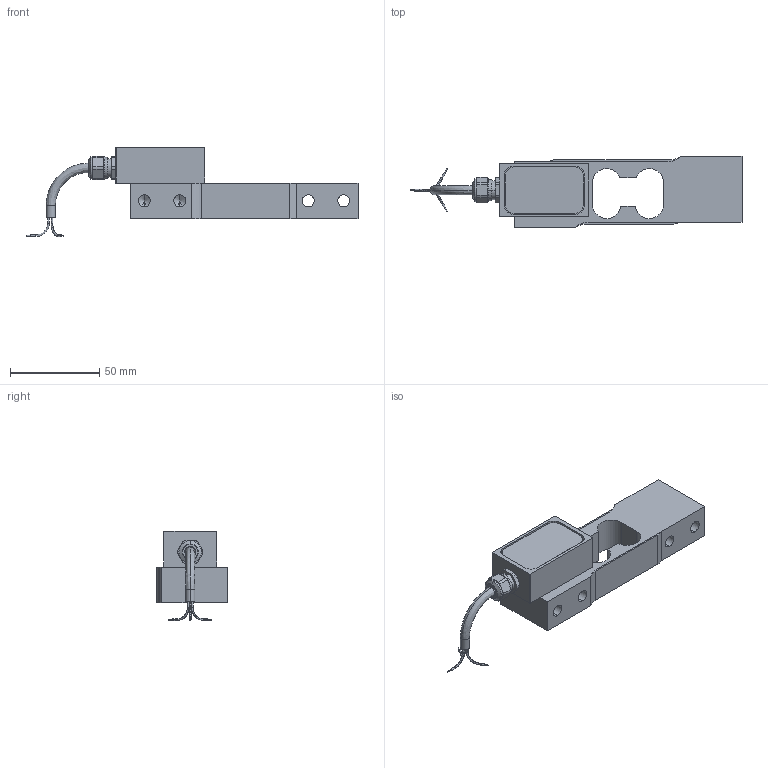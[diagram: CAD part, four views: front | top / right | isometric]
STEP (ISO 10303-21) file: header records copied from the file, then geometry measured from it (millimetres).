
FILE_DESCRIPTION (( 'STEP AP214' ), '1' );
FILE_NAME ('2172L-75KG-A3-K.STEP', '2025-03-12T01:13:28', ( '' ), ( '' ), 'SwSTEP 2.0', 'SolidWorks 2024', '' );
FILE_SCHEMA (( 'AUTOMOTIVE_DESIGN' ));
Length unit declared in the file: millimetre
Products named in the file (1): 2172L-75KG-A3-K
Bounding box: 186.4 x 40 x 50 mm (x, y, z)
Volume: 88308.1 mm3; surface area: 41212.1 mm2
Topology: 12 solids, 12 shells, 282 faces, 676 edges, 425 vertices
Faces by surface type: cylinder 120, plane 102, cone 44, bspline 8, torus 8
Entity records: 8417 total; most frequent: CARTESIAN_POINT 1568, DIRECTION 1493, ORIENTED_EDGE 1324, EDGE_CURVE 662, AXIS2_PLACEMENT_3D 578, VERTEX_POINT 425, LINE 337, VECTOR 337
